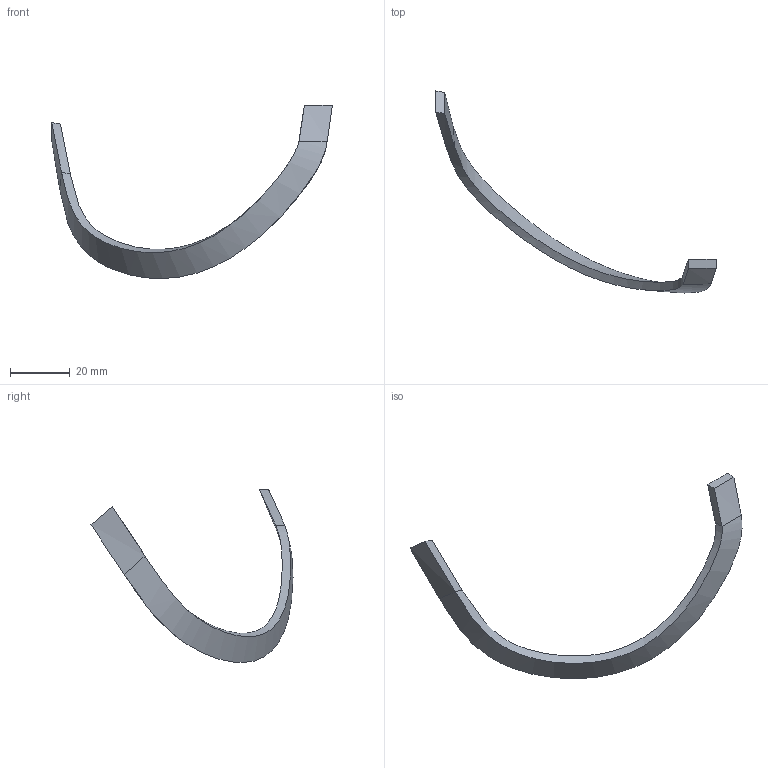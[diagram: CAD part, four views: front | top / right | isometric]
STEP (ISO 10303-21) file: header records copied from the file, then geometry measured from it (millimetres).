
FILE_DESCRIPTION (( 'STEP AP214' ), '1' );
FILE_NAME ('RauilGun-Motor2.STEP', '2022-04-25T20:44:06', ( '' ), ( '' ), 'SwSTEP 2.0', 'SolidWorks 2019', '' );
FILE_SCHEMA (( 'AUTOMOTIVE_DESIGN' ));
Length unit declared in the file: millimetre
Products named in the file (1): RauilGun-Motor2
Bounding box: 94.1 x 67.73 x 58.07 mm (x, y, z)
Volume: 4341.4 mm3; surface area: 4070.4 mm2
Topology: 1 solids, 1 shells, 14 faces, 28 edges, 16 vertices
Faces by surface type: bspline 12, plane 2
Entity records: 626 total; most frequent: CARTESIAN_POINT 379, ORIENTED_EDGE 56, EDGE_CURVE 28, DIRECTION 22, LINE 16, VECTOR 16, VERTEX_POINT 16, EDGE_LOOP 14
